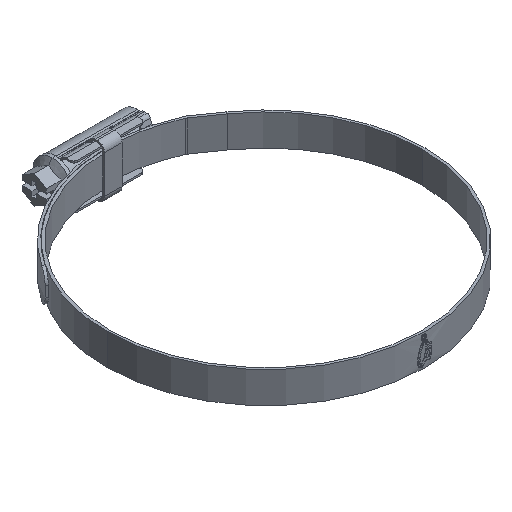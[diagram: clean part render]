
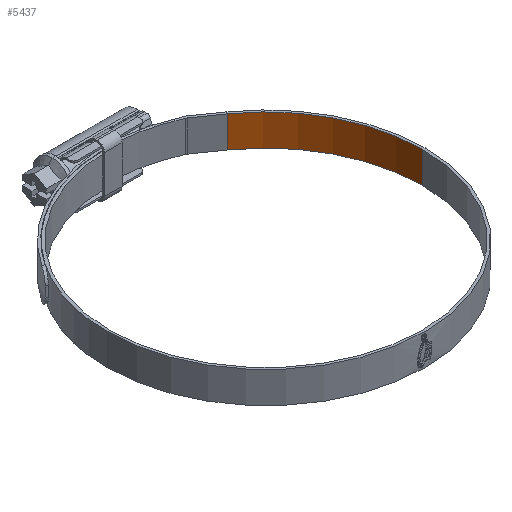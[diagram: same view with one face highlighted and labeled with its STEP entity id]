
A CAD part, isometric view. The second image highlights one B-rep face of the part: STEP entity #5437.
In plain terms, the highlighted cylindrical face has radius 45 mm (diameter 90 mm), a partial arc.
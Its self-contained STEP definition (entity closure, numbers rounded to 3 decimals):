
#181 = CARTESIAN_POINT ( 'NONE',  ( 0., 0., -4.5 ) ) ;
#182 = CARTESIAN_POINT ( 'NONE',  ( 45., 0., -4.5 ) ) ;
#226 = CYLINDRICAL_SURFACE ( 'NONE', #5137, 45. ) ;
#502 = LINE ( 'NONE', #1214, #2754 ) ;
#926 = CARTESIAN_POINT ( 'NONE',  ( 25.811, 36.862, 4.5 ) ) ;
#985 = LINE ( 'NONE', #8329, #9111 ) ;
#1214 = CARTESIAN_POINT ( 'NONE',  ( 25.811, 36.862, 4.5 ) ) ;
#1308 = DIRECTION ( 'NONE',  ( 0., 0., -1. ) ) ;
#1525 = DIRECTION ( 'NONE',  ( 0., 0., 1. ) ) ;
#1564 = DIRECTION ( 'NONE',  ( 1., 0., 0. ) ) ;
#2142 = EDGE_CURVE ( 'NONE', #4152, #9291, #6325, .T. ) ;
#2169 = FACE_OUTER_BOUND ( 'NONE', #2287, .T. ) ;
#2287 = EDGE_LOOP ( 'NONE', ( #4583, #6236, #4664, #6936 ) ) ;
#2337 = VERTEX_POINT ( 'NONE', #182 ) ;
#2754 = VECTOR ( 'NONE', #1308, 1000. ) ;
#3123 = CARTESIAN_POINT ( 'NONE',  ( 45., 0., 4.5 ) ) ;
#3165 = DIRECTION ( 'NONE',  ( 0., 0., -1. ) ) ;
#3305 = CIRCLE ( 'NONE', #7219, 45. ) ;
#4044 = EDGE_CURVE ( 'NONE', #2337, #5303, #3305, .T. ) ;
#4152 = VERTEX_POINT ( 'NONE', #3123 ) ;
#4583 = ORIENTED_EDGE ( 'NONE', *, *, #6473, .F. ) ;
#4663 = AXIS2_PLACEMENT_3D ( 'NONE', #7873, #1525, #7293 ) ;
#4664 = ORIENTED_EDGE ( 'NONE', *, *, #7805, .T. ) ;
#5137 = AXIS2_PLACEMENT_3D ( 'NONE', #8088, #6621, #7949 ) ;
#5303 = VERTEX_POINT ( 'NONE', #8398 ) ;
#5437 = ADVANCED_FACE ( 'NONE', ( #2169 ), #226, .F. ) ;
#6236 = ORIENTED_EDGE ( 'NONE', *, *, #2142, .T. ) ;
#6325 = CIRCLE ( 'NONE', #4663, 45. ) ;
#6473 = EDGE_CURVE ( 'NONE', #4152, #2337, #985, .T. ) ;
#6621 = DIRECTION ( 'NONE',  ( 0., 0., -1. ) ) ;
#6936 = ORIENTED_EDGE ( 'NONE', *, *, #4044, .F. ) ;
#7219 = AXIS2_PLACEMENT_3D ( 'NONE', #181, #8767, #1564 ) ;
#7293 = DIRECTION ( 'NONE',  ( 1., 0., 0. ) ) ;
#7805 = EDGE_CURVE ( 'NONE', #9291, #5303, #502, .T. ) ;
#7873 = CARTESIAN_POINT ( 'NONE',  ( 0., 0., 4.5 ) ) ;
#7949 = DIRECTION ( 'NONE',  ( -1., 0., 0. ) ) ;
#8088 = CARTESIAN_POINT ( 'NONE',  ( 0., 0., 4.5 ) ) ;
#8329 = CARTESIAN_POINT ( 'NONE',  ( 45., 0., 4.5 ) ) ;
#8398 = CARTESIAN_POINT ( 'NONE',  ( 25.811, 36.862, -4.5 ) ) ;
#8767 = DIRECTION ( 'NONE',  ( 0., 0., 1. ) ) ;
#9111 = VECTOR ( 'NONE', #3165, 1000. ) ;
#9291 = VERTEX_POINT ( 'NONE', #926 ) ;
